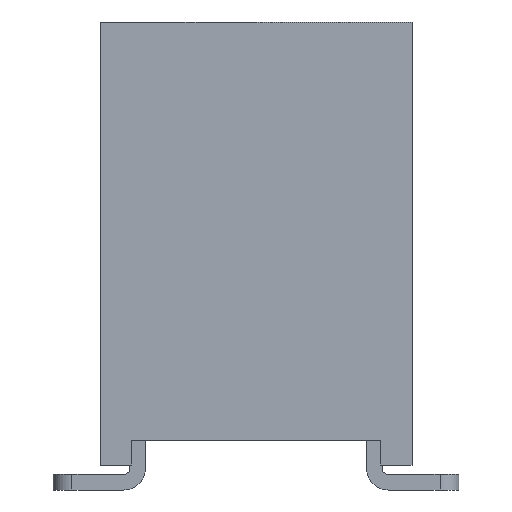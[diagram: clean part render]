
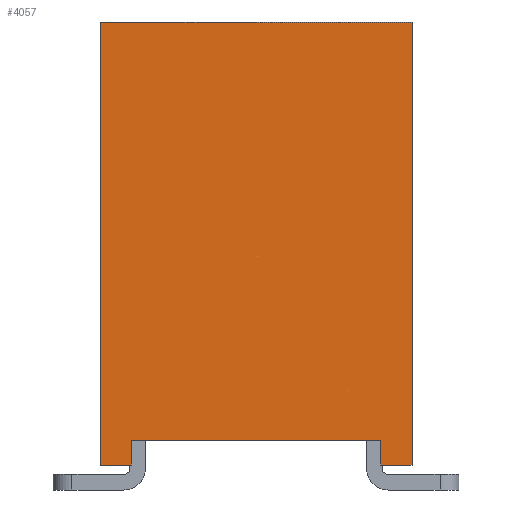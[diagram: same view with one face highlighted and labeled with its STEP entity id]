
A CAD part, front view. The second image highlights one B-rep face of the part: STEP entity #4057.
In plain terms, the highlighted planar face has unit normal (0, -1, 0).
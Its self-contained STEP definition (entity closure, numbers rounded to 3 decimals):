
#182=FACE_OUTER_BOUND('',#396,.T.);
#396=EDGE_LOOP('',(#2748,#2749,#2750,#2751,#2752,#2753,#2754,#2755));
#623=LINE('',#5741,#1165);
#669=LINE('',#5833,#1211);
#672=LINE('',#5839,#1214);
#688=LINE('',#5872,#1230);
#689=LINE('',#5873,#1231);
#690=LINE('',#5875,#1232);
#691=LINE('',#5877,#1233);
#692=LINE('',#5878,#1234);
#1165=VECTOR('',#4640,0.5);
#1211=VECTOR('',#4688,0.5);
#1214=VECTOR('',#4693,0.4);
#1230=VECTOR('',#4721,4.);
#1231=VECTOR('',#4722,0.4);
#1232=VECTOR('',#4723,7.1);
#1233=VECTOR('',#4724,5.);
#1234=VECTOR('',#4725,7.1);
#1706=VERTEX_POINT('',#5737);
#1708=VERTEX_POINT('',#5740);
#1730=VERTEX_POINT('',#5786);
#1753=VERTEX_POINT('',#5831);
#1755=VERTEX_POINT('',#5837);
#1766=VERTEX_POINT('',#5871);
#1767=VERTEX_POINT('',#5874);
#1768=VERTEX_POINT('',#5876);
#2085=EDGE_CURVE('',#1706,#1708,#623,.T.);
#2131=EDGE_CURVE('',#1753,#1730,#669,.T.);
#2134=EDGE_CURVE('',#1706,#1755,#672,.T.);
#2150=EDGE_CURVE('',#1755,#1766,#688,.T.);
#2151=EDGE_CURVE('',#1730,#1766,#689,.T.);
#2152=EDGE_CURVE('',#1767,#1753,#690,.T.);
#2153=EDGE_CURVE('',#1767,#1768,#691,.T.);
#2154=EDGE_CURVE('',#1708,#1768,#692,.T.);
#2748=ORIENTED_EDGE('',*,*,#2134,.T.);
#2749=ORIENTED_EDGE('',*,*,#2150,.T.);
#2750=ORIENTED_EDGE('',*,*,#2151,.F.);
#2751=ORIENTED_EDGE('',*,*,#2131,.F.);
#2752=ORIENTED_EDGE('',*,*,#2152,.F.);
#2753=ORIENTED_EDGE('',*,*,#2153,.T.);
#2754=ORIENTED_EDGE('',*,*,#2154,.F.);
#2755=ORIENTED_EDGE('',*,*,#2085,.F.);
#3868=PLANE('',#4362);
#4057=ADVANCED_FACE('',(#182),#3868,.T.);
#4362=AXIS2_PLACEMENT_3D('',#5870,#4719,#4720);
#4640=DIRECTION('',(-1.,0.,0.));
#4688=DIRECTION('',(-1.,0.,0.));
#4693=DIRECTION('',(0.,0.,1.));
#4719=DIRECTION('center_axis',(0.,-1.,0.));
#4720=DIRECTION('ref_axis',(0.,0.,-1.));
#4721=DIRECTION('',(1.,0.,0.));
#4722=DIRECTION('',(0.,0.,1.));
#4723=DIRECTION('',(0.,0.,-1.));
#4724=DIRECTION('',(-1.,0.,0.));
#4725=DIRECTION('',(0.,0.,1.));
#5737=CARTESIAN_POINT('',(-2.,-11.53,0.));
#5740=CARTESIAN_POINT('',(-2.5,-11.53,0.));
#5741=CARTESIAN_POINT('',(-2.,-11.53,0.));
#5786=CARTESIAN_POINT('',(2.,-11.53,0.));
#5831=CARTESIAN_POINT('',(2.5,-11.53,0.));
#5833=CARTESIAN_POINT('',(2.5,-11.53,0.));
#5837=CARTESIAN_POINT('',(-2.,-11.53,0.4));
#5839=CARTESIAN_POINT('',(-2.,-11.53,0.));
#5870=CARTESIAN_POINT('Origin',(2.5,-11.53,7.1));
#5871=CARTESIAN_POINT('',(2.,-11.53,0.4));
#5872=CARTESIAN_POINT('',(-2.,-11.53,0.4));
#5873=CARTESIAN_POINT('',(2.,-11.53,0.));
#5874=CARTESIAN_POINT('',(2.5,-11.53,7.1));
#5875=CARTESIAN_POINT('',(2.5,-11.53,7.1));
#5876=CARTESIAN_POINT('',(-2.5,-11.53,7.1));
#5877=CARTESIAN_POINT('',(2.5,-11.53,7.1));
#5878=CARTESIAN_POINT('',(-2.5,-11.53,0.));
